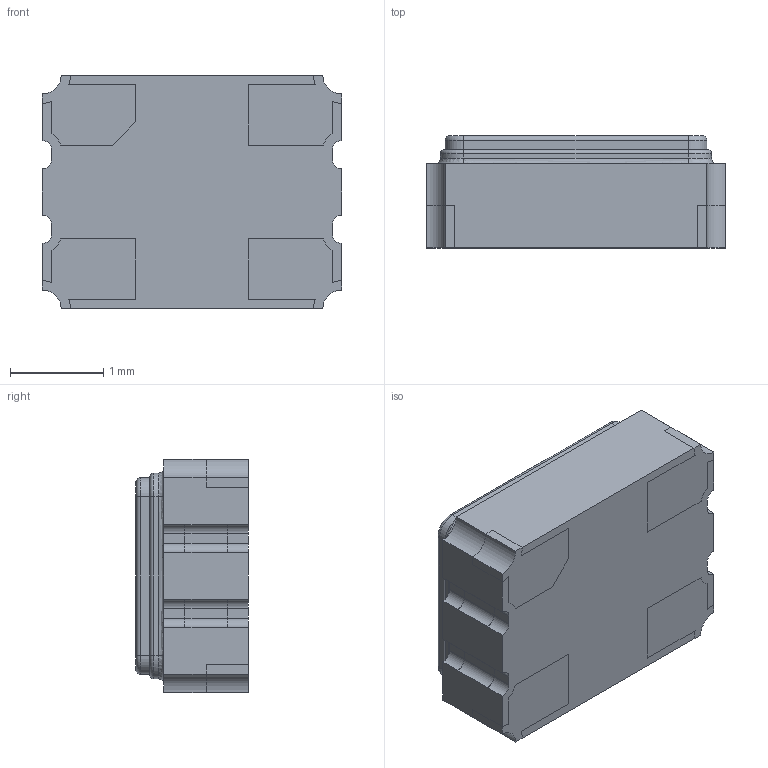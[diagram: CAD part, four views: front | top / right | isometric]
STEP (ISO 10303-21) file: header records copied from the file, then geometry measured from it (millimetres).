
FILE_DESCRIPTION (( 'STEP AP214' ), '1' );
FILE_NAME ('S318025T-1.8432-R.STEP', '2025-01-15T06:59:11', ( 'LENOVO' ), ( '' ), 'SwSTEP 2.0', 'SolidWorks 2021', '' );
FILE_SCHEMA (( 'AUTOMOTIVE_DESIGN' ));
Length unit declared in the file: millimetre
Products named in the file (1): S318025T-1.8432-R
Bounding box: 3.2 x 1.2 x 2.5 mm (x, y, z)
Volume: 8.8 mm3; surface area: 71.2 mm2
Topology: 12 solids, 12 shells, 223 faces, 554 edges, 356 vertices
Faces by surface type: plane 131, cylinder 76, bspline 8, torus 8
Entity records: 6853 total; most frequent: CARTESIAN_POINT 1358, DIRECTION 1118, ORIENTED_EDGE 1108, EDGE_CURVE 554, LINE 374, VECTOR 374, AXIS2_PLACEMENT_3D 372, VERTEX_POINT 356
